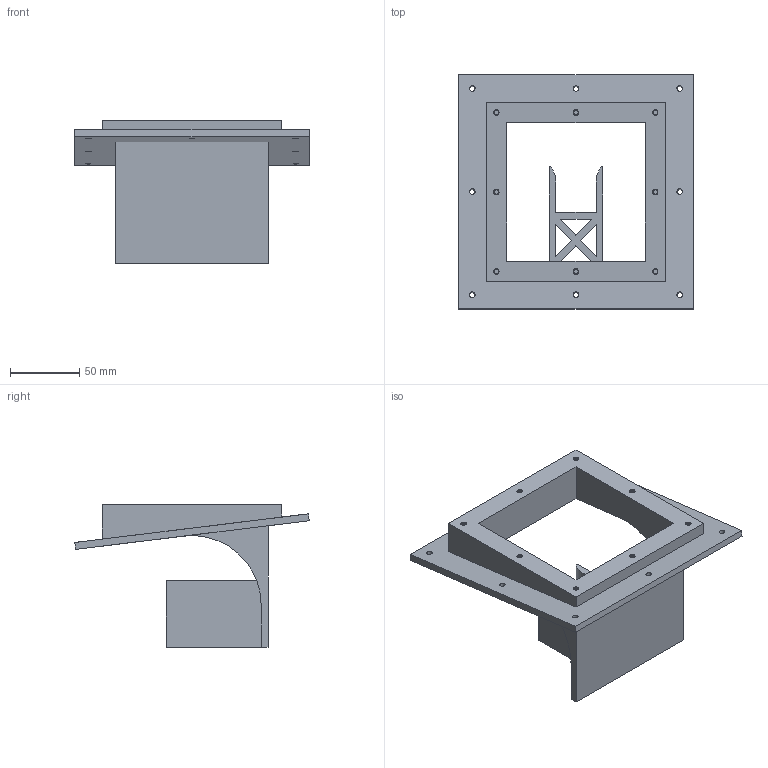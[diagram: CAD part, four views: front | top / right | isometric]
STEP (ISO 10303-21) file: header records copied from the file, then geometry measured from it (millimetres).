
FILE_DESCRIPTION(/* description */ (''),/* implementation_level */ '2;1');
FILE_NAME(/* name */ 'P3 Kamera holder v4.step',/* time_stamp */ '2024-12-15T13:55:13+01:00',/* author */ (''),/* organization */ (''),/* preprocessor_version */ 'ST-DEVELOPER v20',/* originating_system */ 'Autodesk Translation Framework v13.20.0.188',/* authorisation */ '');
FILE_SCHEMA (('AUTOMOTIVE_DESIGN { 1 0 10303 214 3 1 1 }','INTEGRATED_CNC_SCHEMA','PROCESS_PLANNING_SCHEMA'));
Length unit declared in the file: millimetre
Products named in the file (1): P3 Kamera holder
Bounding box: 170 x 169.7 x 103.25 mm (x, y, z)
Volume: 322180.6 mm3; surface area: 105726.4 mm2
Topology: 1 solids, 1 shells, 322 faces, 936 edges, 624 vertices
Faces by surface type: cylinder 262, plane 44, bspline 16
Full cylindrical faces by diameter (mm): 3.332 x56, 4 x8, 4.109 x28, 4.11 x4
Entity records: 25353 total; most frequent: CARTESIAN_POINT 17771, ORIENTED_EDGE 1872, DIRECTION 1098, EDGE_CURVE 936, VERTEX_POINT 624, B_SPLINE_CURVE_WITH_KNOTS 520, AXIS2_PLACEMENT_3D 375, EDGE_LOOP 356
